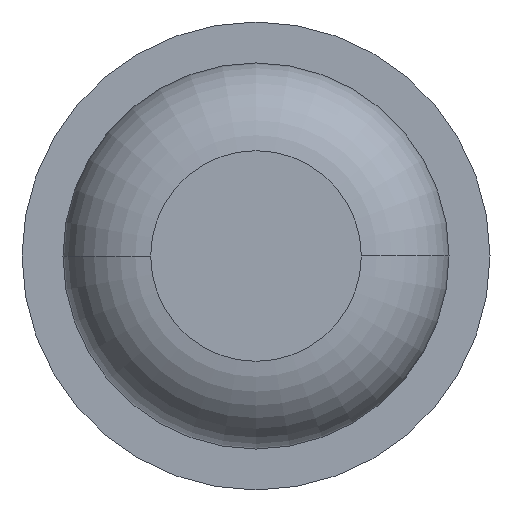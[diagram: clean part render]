
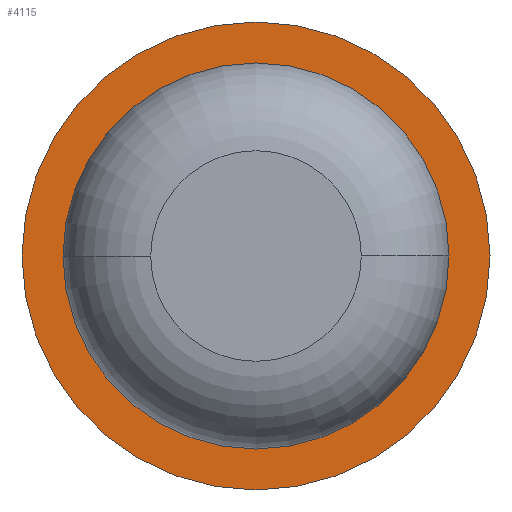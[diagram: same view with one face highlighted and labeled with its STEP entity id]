
A CAD part, front view. The second image highlights one B-rep face of the part: STEP entity #4115.
In plain terms, the highlighted planar face has unit normal (0, -1, 0).
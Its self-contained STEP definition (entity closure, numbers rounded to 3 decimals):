
#13 = VERTEX_POINT ( 'NONE', #2731 ) ;
#138 = AXIS2_PLACEMENT_3D ( 'NONE', #689, #2143, #1777 ) ;
#283 = EDGE_CURVE ( 'Defeature ausgef�hrt1_7+Defeature ausgef�hrt1_0+Defeature ausgef�hrt1_0+Defeature ausgef�hrt1_0', #13, #2217, #3583, .T. ) ;
#317 = DIRECTION ( 'NONE',  ( 0., 1., 0. ) ) ;
#412 = ORIENTED_EDGE ( 'NONE', *, *, #1619, .T. ) ;
#680 = AXIS2_PLACEMENT_3D ( 'NONE', #2600, #2582, #3655 ) ;
#689 = CARTESIAN_POINT ( 'NONE',  ( 0., -6., 0. ) ) ;
#866 = EDGE_LOOP ( 'NONE', ( #1034, #2499 ) ) ;
#992 = CIRCLE ( 'NONE', #3470, 0.825 ) ;
#1008 = CARTESIAN_POINT ( 'NONE',  ( 0., -6., 0. ) ) ;
#1034 = ORIENTED_EDGE ( 'NONE', *, *, #2439, .F. ) ;
#1100 = AXIS2_PLACEMENT_3D ( 'NONE', #3933, #4305, #4323 ) ;
#1273 = ORIENTED_EDGE ( 'NONE', *, *, #283, .T. ) ;
#1394 = EDGE_LOOP ( 'NONE', ( #1273, #412 ) ) ;
#1563 = EDGE_CURVE ( 'Defeature ausgef�hrt1_8+Defeature ausgef�hrt1_7+Defeature ausgef�hrt1_7+Defeature ausgef�hrt1_7', #4011, #3138, #2180, .T. ) ;
#1619 = EDGE_CURVE ( 'Defeature ausgef�hrt1_7+Defeature ausgef�hrt1_0+Defeature ausgef�hrt1_0+Defeature ausgef�hrt1_0', #2217, #13, #992, .T. ) ;
#1743 = CARTESIAN_POINT ( 'NONE',  ( -1., -6., 0. ) ) ;
#1777 = DIRECTION ( 'NONE',  ( -1., 0., 0. ) ) ;
#1889 = FACE_OUTER_BOUND ( 'NONE', #866, .T. ) ;
#2116 = CARTESIAN_POINT ( 'NONE',  ( 0., -6., 0. ) ) ;
#2126 = PLANE ( 'NONE',  #1100 ) ;
#2143 = DIRECTION ( 'NONE',  ( 0., 1., 0. ) ) ;
#2180 = CIRCLE ( 'NONE', #2241, 1. ) ;
#2217 = VERTEX_POINT ( 'NONE', #3070 ) ;
#2241 = AXIS2_PLACEMENT_3D ( 'NONE', #1008, #4685, #4347 ) ;
#2439 = EDGE_CURVE ( 'Defeature ausgef�hrt1_8+Defeature ausgef�hrt1_7+Defeature ausgef�hrt1_7+Defeature ausgef�hrt1_7', #3138, #4011, #3648, .T. ) ;
#2499 = ORIENTED_EDGE ( 'NONE', *, *, #1563, .F. ) ;
#2582 = DIRECTION ( 'NONE',  ( 0., 1., 0. ) ) ;
#2600 = CARTESIAN_POINT ( 'NONE',  ( 0., -6., 0. ) ) ;
#2633 = CARTESIAN_POINT ( 'NONE',  ( 1., -6., 0. ) ) ;
#2731 = CARTESIAN_POINT ( 'NONE',  ( -0.825, -6., 0. ) ) ;
#3070 = CARTESIAN_POINT ( 'NONE',  ( 0.825, -6., 0. ) ) ;
#3138 = VERTEX_POINT ( 'NONE', #1743 ) ;
#3470 = AXIS2_PLACEMENT_3D ( 'NONE', #2116, #317, #4699 ) ;
#3583 = CIRCLE ( 'NONE', #680, 0.825 ) ;
#3648 = CIRCLE ( 'NONE', #138, 1. ) ;
#3655 = DIRECTION ( 'NONE',  ( -1., 0., 0. ) ) ;
#3658 = FACE_BOUND ( 'NONE', #1394, .T. ) ;
#3933 = CARTESIAN_POINT ( 'NONE',  ( 0.825, -6., 0. ) ) ;
#4011 = VERTEX_POINT ( 'NONE', #2633 ) ;
#4115 = ADVANCED_FACE ( 'Defeature ausgef�hrt1_7', ( #1889, #3658 ), #2126, .F. ) ;
#4305 = DIRECTION ( 'NONE',  ( 0., 1., 0. ) ) ;
#4323 = DIRECTION ( 'NONE',  ( -1., 0., 0. ) ) ;
#4347 = DIRECTION ( 'NONE',  ( -1., 0., 0. ) ) ;
#4685 = DIRECTION ( 'NONE',  ( 0., 1., 0. ) ) ;
#4699 = DIRECTION ( 'NONE',  ( -1., 0., 0. ) ) ;
